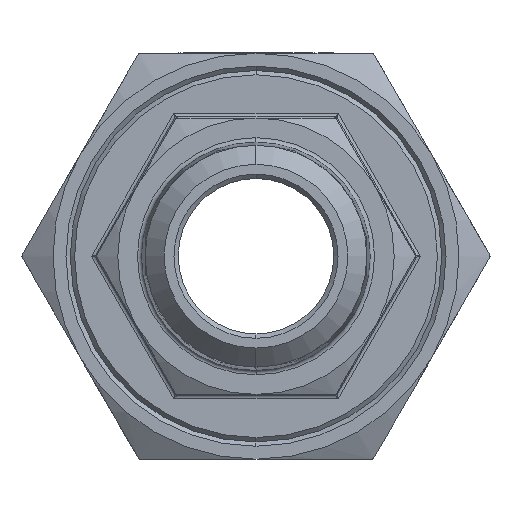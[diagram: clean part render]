
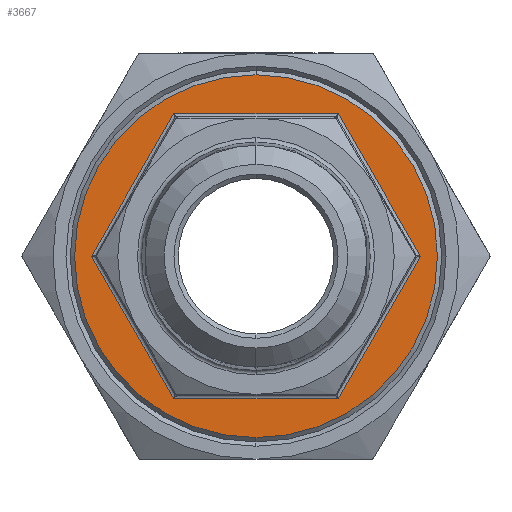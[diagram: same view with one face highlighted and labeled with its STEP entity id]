
A CAD part, left-side view. The second image highlights one B-rep face of the part: STEP entity #3667.
In plain terms, the highlighted planar face has unit normal (-1, 0, 0).
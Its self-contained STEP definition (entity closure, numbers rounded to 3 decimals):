
#64 = PLANE ( 'NONE',  #15877 ) ;
#684 = VECTOR ( 'NONE', #8121, 1000. ) ;
#945 = CARTESIAN_POINT ( 'NONE',  ( -9.15, -4.619, 16.5 ) ) ;
#1530 = EDGE_CURVE ( 'NONE', #4200, #10361, #7297, .T. ) ;
#1676 = CARTESIAN_POINT ( 'NONE',  ( -9.15, -16.599, 4.25 ) ) ;
#1816 = EDGE_CURVE ( 'NONE', #10361, #12482, #8455, .T. ) ;
#2545 = LINE ( 'NONE', #3390, #3963 ) ;
#2608 = FACE_OUTER_BOUND ( 'NONE', #8204, .T. ) ;
#3315 = CARTESIAN_POINT ( 'NONE',  ( -9.15, -9.526, -16.5 ) ) ;
#3320 = CARTESIAN_POINT ( 'NONE',  ( -9.15, 4.619, -16.5 ) ) ;
#3390 = CARTESIAN_POINT ( 'NONE',  ( -9.15, 16.599, -4.25 ) ) ;
#3667 = ADVANCED_FACE ( 'NONE', ( #2608, #8593 ), #64, .T. ) ;
#3963 = VECTOR ( 'NONE', #4643, 1000. ) ;
#4070 = ORIENTED_EDGE ( 'NONE', *, *, #7213, .T. ) ;
#4200 = VERTEX_POINT ( 'NONE', #8531 ) ;
#4525 = CARTESIAN_POINT ( 'NONE',  ( -9.15, 0., 21. ) ) ;
#4643 = DIRECTION ( 'NONE',  ( 0., -0.5, -0.866 ) ) ;
#5091 = CARTESIAN_POINT ( 'NONE',  ( -9.15, -11.98, -12.25 ) ) ;
#5793 = CARTESIAN_POINT ( 'NONE',  ( -9.15, 9.526, -16.5 ) ) ;
#5851 = VECTOR ( 'NONE', #12673, 1000. ) ;
#5951 = ORIENTED_EDGE ( 'NONE', *, *, #1530, .F. ) ;
#6110 = VERTEX_POINT ( 'NONE', #5793 ) ;
#6256 = LINE ( 'NONE', #11340, #5851 ) ;
#6265 = EDGE_CURVE ( 'NONE', #6110, #16036, #7919, .T. ) ;
#6784 = CARTESIAN_POINT ( 'NONE',  ( -9.15, -9.526, 16.5 ) ) ;
#6803 = CARTESIAN_POINT ( 'NONE',  ( -9.15, 0., -21. ) ) ;
#6930 = VECTOR ( 'NONE', #13668, 1000. ) ;
#7084 = CIRCLE ( 'NONE', #16185, 21. ) ;
#7213 = EDGE_CURVE ( 'NONE', #14648, #10871, #7084, .T. ) ;
#7297 = LINE ( 'NONE', #1676, #684 ) ;
#7539 = DIRECTION ( 'NONE',  ( 0., -0.5, 0.866 ) ) ;
#7886 = EDGE_LOOP ( 'NONE', ( #12860, #12785, #14169, #5951, #10705, #15735 ) ) ;
#7919 = LINE ( 'NONE', #3320, #6930 ) ;
#7930 = CIRCLE ( 'NONE', #12908, 21. ) ;
#8121 = DIRECTION ( 'NONE',  ( 0., 0.5, 0.866 ) ) ;
#8204 = EDGE_LOOP ( 'NONE', ( #4070, #12836 ) ) ;
#8455 = LINE ( 'NONE', #945, #12276 ) ;
#8531 = CARTESIAN_POINT ( 'NONE',  ( -9.15, -19.053, 0. ) ) ;
#8593 = FACE_BOUND ( 'NONE', #7886, .T. ) ;
#9071 = DIRECTION ( 'NONE',  ( -1., 0., 0. ) ) ;
#9327 = CARTESIAN_POINT ( 'NONE',  ( -9.15, 19.053, 0. ) ) ;
#9408 = EDGE_CURVE ( 'NONE', #10871, #14648, #7930, .T. ) ;
#10216 = DIRECTION ( 'NONE',  ( 0., 0., 1. ) ) ;
#10318 = CARTESIAN_POINT ( 'NONE',  ( -9.15, 0., 0. ) ) ;
#10361 = VERTEX_POINT ( 'NONE', #6784 ) ;
#10367 = DIRECTION ( 'NONE',  ( 0., -1., 0. ) ) ;
#10705 = ORIENTED_EDGE ( 'NONE', *, *, #12838, .F. ) ;
#10871 = VERTEX_POINT ( 'NONE', #6803 ) ;
#11305 = DIRECTION ( 'NONE',  ( 0., 1., 0. ) ) ;
#11340 = CARTESIAN_POINT ( 'NONE',  ( -9.15, 11.98, 12.25 ) ) ;
#11498 = CARTESIAN_POINT ( 'NONE',  ( -9.15, 9.526, 16.5 ) ) ;
#11688 = VERTEX_POINT ( 'NONE', #9327 ) ;
#12276 = VECTOR ( 'NONE', #11305, 1000. ) ;
#12378 = LINE ( 'NONE', #5091, #16625 ) ;
#12482 = VERTEX_POINT ( 'NONE', #11498 ) ;
#12673 = DIRECTION ( 'NONE',  ( 0., 0.5, -0.866 ) ) ;
#12785 = ORIENTED_EDGE ( 'NONE', *, *, #16547, .F. ) ;
#12836 = ORIENTED_EDGE ( 'NONE', *, *, #9408, .T. ) ;
#12838 = EDGE_CURVE ( 'NONE', #16036, #4200, #12378, .T. ) ;
#12860 = ORIENTED_EDGE ( 'NONE', *, *, #14048, .F. ) ;
#12908 = AXIS2_PLACEMENT_3D ( 'NONE', #15089, #15313, #10216 ) ;
#13668 = DIRECTION ( 'NONE',  ( 0., -1., 0. ) ) ;
#14048 = EDGE_CURVE ( 'NONE', #11688, #6110, #2545, .T. ) ;
#14113 = DIRECTION ( 'NONE',  ( -1., 0., 0. ) ) ;
#14169 = ORIENTED_EDGE ( 'NONE', *, *, #1816, .F. ) ;
#14648 = VERTEX_POINT ( 'NONE', #4525 ) ;
#15089 = CARTESIAN_POINT ( 'NONE',  ( -9.15, 0., 0. ) ) ;
#15313 = DIRECTION ( 'NONE',  ( -1., 0., 0. ) ) ;
#15403 = CARTESIAN_POINT ( 'NONE',  ( -9.15, 0., 0. ) ) ;
#15735 = ORIENTED_EDGE ( 'NONE', *, *, #6265, .F. ) ;
#15877 = AXIS2_PLACEMENT_3D ( 'NONE', #15403, #14113, #10367 ) ;
#16036 = VERTEX_POINT ( 'NONE', #3315 ) ;
#16185 = AXIS2_PLACEMENT_3D ( 'NONE', #10318, #9071, #16551 ) ;
#16547 = EDGE_CURVE ( 'NONE', #12482, #11688, #6256, .T. ) ;
#16551 = DIRECTION ( 'NONE',  ( 0., 0., 1. ) ) ;
#16625 = VECTOR ( 'NONE', #7539, 1000. ) ;
